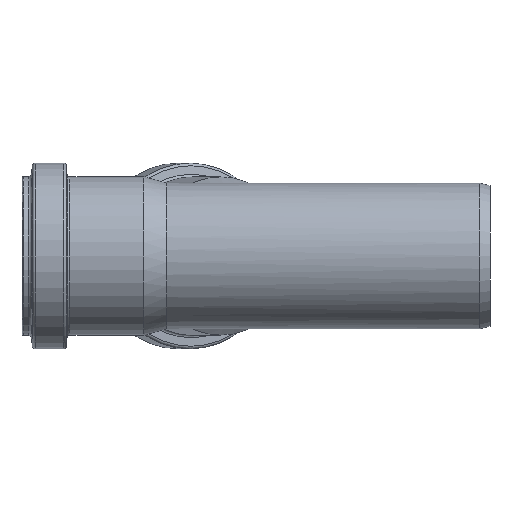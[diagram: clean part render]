
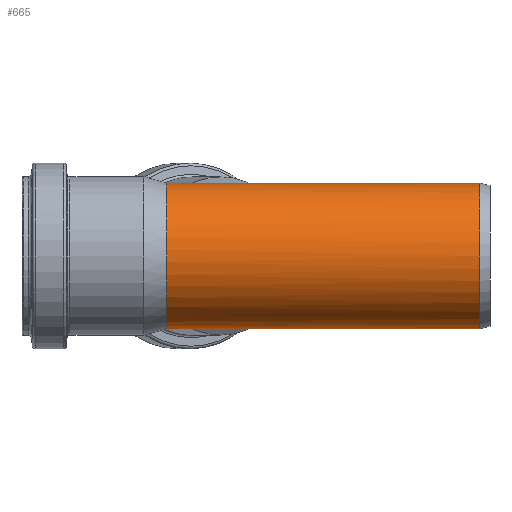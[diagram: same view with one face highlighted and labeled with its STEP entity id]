
A CAD part, left-side view. The second image highlights one B-rep face of the part: STEP entity #665.
In plain terms, the highlighted cylindrical face has radius 25.1 mm (diameter 50.2 mm), a full revolution.
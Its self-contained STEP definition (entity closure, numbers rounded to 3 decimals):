
#53=FACE_BOUND('',#246,.T.);
#108=CIRCLE('',#731,25.1);
#109=CIRCLE('',#732,25.1);
#163=CYLINDRICAL_SURFACE('',#730,25.1);
#185=FACE_OUTER_BOUND('',#245,.T.);
#245=EDGE_LOOP('',(#532));
#246=EDGE_LOOP('',(#533,#534,#535,#536,#537,#538));
#358=B_SPLINE_CURVE_WITH_KNOTS('',3,(#1289,#1290,#1291,#1292,#1293,#1294,
#1295,#1296,#1297,#1298),.UNSPECIFIED.,.F.,.F.,(4,3,3,4),(0.,0.012,
0.02,0.022),.UNSPECIFIED.);
#360=B_SPLINE_CURVE_WITH_KNOTS('',3,(#1310,#1311,#1312,#1313,#1314,#1315,
#1316,#1317,#1318,#1319),.UNSPECIFIED.,.F.,.F.,(4,3,3,4),(0.678,
0.685,0.699,0.716),.UNSPECIFIED.);
#363=ELLIPSE('',#723,46.431,25.1);
#364=ELLIPSE('',#724,46.431,25.1);
#367=ELLIPSE('',#727,30.564,25.1);
#373=VERTEX_POINT('',#1119);
#374=VERTEX_POINT('',#1121);
#375=VERTEX_POINT('',#1172);
#376=VERTEX_POINT('',#1173);
#380=VERTEX_POINT('',#1288);
#381=VERTEX_POINT('',#1299);
#382=VERTEX_POINT('',#1385);
#438=EDGE_CURVE('',#373,#374,#363,.T.);
#440=EDGE_CURVE('',#375,#376,#364,.T.);
#445=EDGE_CURVE('',#380,#374,#358,.T.);
#447=EDGE_CURVE('',#375,#381,#360,.T.);
#450=EDGE_CURVE('',#376,#373,#367,.T.);
#452=EDGE_CURVE('',#382,#382,#108,.T.);
#453=EDGE_CURVE('',#381,#380,#109,.T.);
#532=ORIENTED_EDGE('',*,*,#452,.F.);
#533=ORIENTED_EDGE('',*,*,#447,.T.);
#534=ORIENTED_EDGE('',*,*,#453,.T.);
#535=ORIENTED_EDGE('',*,*,#445,.T.);
#536=ORIENTED_EDGE('',*,*,#438,.F.);
#537=ORIENTED_EDGE('',*,*,#450,.F.);
#538=ORIENTED_EDGE('',*,*,#440,.F.);
#665=ADVANCED_FACE('',(#185,#53),#163,.T.);
#723=AXIS2_PLACEMENT_3D('',#1122,#847,#848);
#724=AXIS2_PLACEMENT_3D('',#1174,#849,#850);
#727=AXIS2_PLACEMENT_3D('',#1381,#855,#856);
#730=AXIS2_PLACEMENT_3D('',#1384,#861,#862);
#731=AXIS2_PLACEMENT_3D('',#1386,#863,#864);
#732=AXIS2_PLACEMENT_3D('',#1387,#865,#866);
#847=DIRECTION('center_axis',(0.841,-0.541,0.));
#848=DIRECTION('ref_axis',(0.541,0.841,0.));
#849=DIRECTION('center_axis',(0.841,-0.541,0.));
#850=DIRECTION('ref_axis',(0.541,0.841,0.));
#855=DIRECTION('center_axis',(0.571,0.821,0.));
#856=DIRECTION('ref_axis',(0.821,-0.571,0.));
#861=DIRECTION('center_axis',(0.,-1.,0.));
#862=DIRECTION('ref_axis',(1.,0.,0.));
#863=DIRECTION('center_axis',(0.,-1.,0.));
#864=DIRECTION('ref_axis',(1.,0.,0.));
#865=DIRECTION('center_axis',(0.,-1.,0.));
#866=DIRECTION('ref_axis',(1.,0.,0.));
#1119=CARTESIAN_POINT('',(0.,-34.416,-25.1));
#1121=CARTESIAN_POINT('',(22.394,0.434,-11.337));
#1122=CARTESIAN_POINT('Origin',(0.,-34.416,
0.));
#1172=CARTESIAN_POINT('',(22.394,0.434,11.337));
#1173=CARTESIAN_POINT('',(0.,-34.416,25.1));
#1174=CARTESIAN_POINT('Origin',(0.,-34.416,
0.));
#1288=CARTESIAN_POINT('',(22.305,0.509,-11.51));
#1289=CARTESIAN_POINT('Ctrl Pts',(22.305,0.509,-11.51));
#1290=CARTESIAN_POINT('Ctrl Pts',(22.323,0.509,-11.476));
#1291=CARTESIAN_POINT('Ctrl Pts',(22.341,0.504,-11.441));
#1292=CARTESIAN_POINT('Ctrl Pts',(22.357,0.49,-11.409));
#1293=CARTESIAN_POINT('Ctrl Pts',(22.369,0.481,-11.386));
#1294=CARTESIAN_POINT('Ctrl Pts',(22.379,0.467,-11.366));
#1295=CARTESIAN_POINT('Ctrl Pts',(22.388,0.448,-11.349));
#1296=CARTESIAN_POINT('Ctrl Pts',(22.39,0.444,-11.345));
#1297=CARTESIAN_POINT('Ctrl Pts',(22.392,0.439,-11.341));
#1298=CARTESIAN_POINT('Ctrl Pts',(22.394,0.434,-11.337));
#1299=CARTESIAN_POINT('',(22.305,0.509,11.51));
#1310=CARTESIAN_POINT('Ctrl Pts',(22.394,0.434,11.337));
#1311=CARTESIAN_POINT('Ctrl Pts',(22.39,0.444,11.345));
#1312=CARTESIAN_POINT('Ctrl Pts',(22.386,0.454,11.354));
#1313=CARTESIAN_POINT('Ctrl Pts',(22.381,0.462,11.363));
#1314=CARTESIAN_POINT('Ctrl Pts',(22.371,0.478,11.382));
#1315=CARTESIAN_POINT('Ctrl Pts',(22.36,0.489,11.403));
#1316=CARTESIAN_POINT('Ctrl Pts',(22.349,0.497,11.425));
#1317=CARTESIAN_POINT('Ctrl Pts',(22.335,0.506,11.453));
#1318=CARTESIAN_POINT('Ctrl Pts',(22.32,0.509,11.482));
#1319=CARTESIAN_POINT('Ctrl Pts',(22.305,0.509,11.51));
#1381=CARTESIAN_POINT('Origin',(0.,-34.416,
0.));
#1384=CARTESIAN_POINT('Origin',(0.,0.255,
0.));
#1385=CARTESIAN_POINT('',(25.1,-107.216,0.));
#1386=CARTESIAN_POINT('Origin',(0.,-107.216,
0.));
#1387=CARTESIAN_POINT('Origin',(0.,0.509,
0.));
